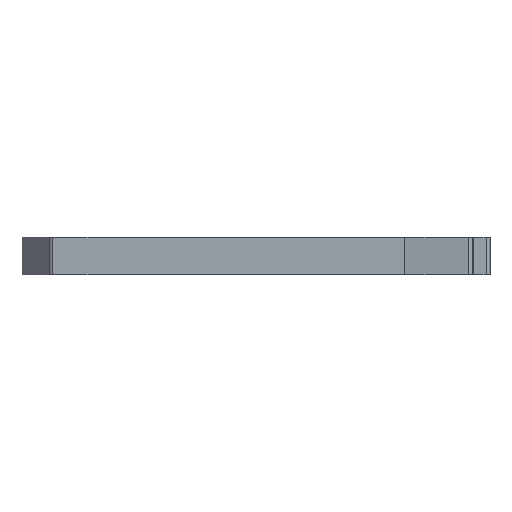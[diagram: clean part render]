
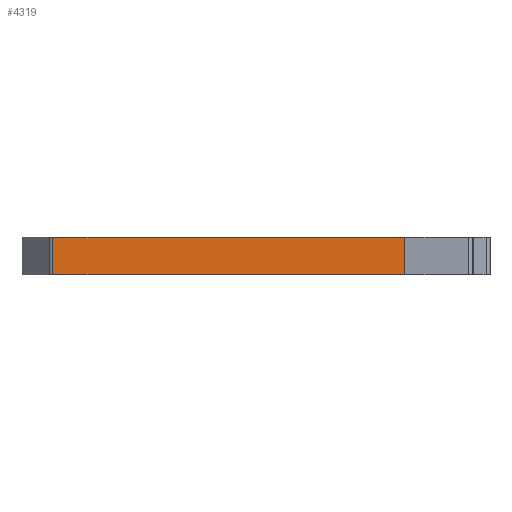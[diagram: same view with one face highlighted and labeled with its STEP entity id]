
A CAD part, front view. The second image highlights one B-rep face of the part: STEP entity #4319.
In plain terms, the highlighted planar face has unit normal (0, -1, 0).
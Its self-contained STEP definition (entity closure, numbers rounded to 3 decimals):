
#160=PLANE('',#4673);
#355=FACE_OUTER_BOUND('',#585,.T.);
#585=EDGE_LOOP('',(#3685,#3686,#3687,#3688));
#723=LINE('',#6113,#1229);
#994=LINE('',#6813,#1500);
#1083=LINE('',#7032,#1589);
#1084=LINE('',#7034,#1590);
#1229=VECTOR('',#4869,10.);
#1500=VECTOR('',#5416,10.);
#1589=VECTOR('',#5651,10.);
#1590=VECTOR('',#5654,10.);
#1877=VERTEX_POINT('',#6110);
#1878=VERTEX_POINT('',#6112);
#2168=VERTEX_POINT('',#6810);
#2169=VERTEX_POINT('',#6812);
#2313=EDGE_CURVE('',#1877,#1878,#723,.T.);
#2664=EDGE_CURVE('',#2168,#2169,#994,.T.);
#2781=EDGE_CURVE('',#1878,#2168,#1083,.T.);
#2782=EDGE_CURVE('',#1877,#2169,#1084,.T.);
#3685=ORIENTED_EDGE('',*,*,#2781,.F.);
#3686=ORIENTED_EDGE('',*,*,#2313,.F.);
#3687=ORIENTED_EDGE('',*,*,#2782,.T.);
#3688=ORIENTED_EDGE('',*,*,#2664,.F.);
#4319=ADVANCED_FACE('',(#355),#160,.F.);
#4673=AXIS2_PLACEMENT_3D('',#7033,#5652,#5653);
#4869=DIRECTION('',(-1.,0.,0.));
#5416=DIRECTION('',(1.,0.,0.));
#5651=DIRECTION('',(0.,0.,1.));
#5652=DIRECTION('center_axis',(0.,1.,0.));
#5653=DIRECTION('ref_axis',(-1.,0.,0.));
#5654=DIRECTION('',(0.,0.,1.));
#6110=CARTESIAN_POINT('',(-31.858,-133.258,-2.));
#6112=CARTESIAN_POINT('',(-125.023,-133.258,-2.));
#6113=CARTESIAN_POINT('',(-51.6,-133.258,-2.));
#6810=CARTESIAN_POINT('',(-125.023,-133.258,7.9));
#6812=CARTESIAN_POINT('',(-31.858,-133.258,7.9));
#6813=CARTESIAN_POINT('',(-51.6,-133.258,7.9));
#7032=CARTESIAN_POINT('',(-125.023,-133.258,0.));
#7033=CARTESIAN_POINT('Origin',(-31.858,-133.258,0.));
#7034=CARTESIAN_POINT('',(-31.858,-133.258,0.));
